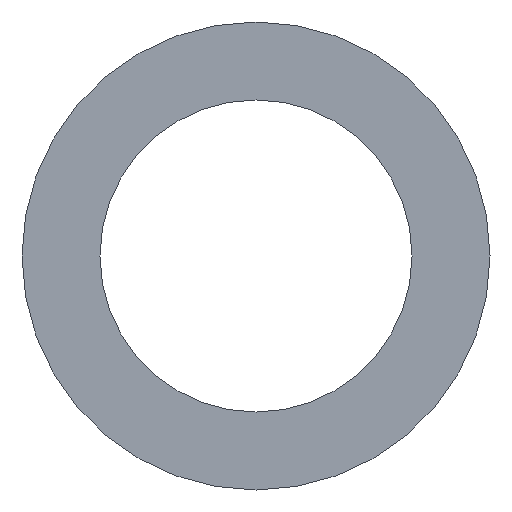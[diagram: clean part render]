
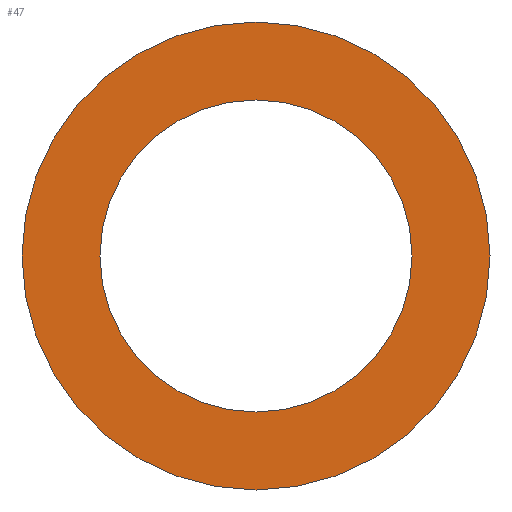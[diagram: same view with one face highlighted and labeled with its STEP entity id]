
A CAD part, front view. The second image highlights one B-rep face of the part: STEP entity #47.
In plain terms, the highlighted planar face has unit normal (0, -1, 0).
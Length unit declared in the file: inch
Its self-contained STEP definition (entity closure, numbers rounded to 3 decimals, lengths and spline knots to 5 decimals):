
#3 = VERTEX_POINT ( 'NONE', #186 ) ;
#11 = PLANE ( 'NONE',  #154 ) ;
#13 = VERTEX_POINT ( 'NONE', #222 ) ;
#22 = DIRECTION ( 'NONE',  ( 0., 1., 0. ) ) ;
#24 = DIRECTION ( 'NONE',  ( 0., 0., 1. ) ) ;
#26 = CARTESIAN_POINT ( 'NONE',  ( 0., 0., 0. ) ) ;
#47 = ADVANCED_FACE ( 'NONE', ( #202, #169 ), #11, .F. ) ;
#82 = ORIENTED_EDGE ( 'NONE', *, *, #179, .F. ) ;
#95 = AXIS2_PLACEMENT_3D ( 'NONE', #126, #123, #122 ) ;
#104 = VERTEX_POINT ( 'NONE', #205 ) ;
#105 = AXIS2_PLACEMENT_3D ( 'NONE', #149, #145, #141 ) ;
#113 = AXIS2_PLACEMENT_3D ( 'NONE', #159, #157, #153 ) ;
#114 = CIRCLE ( 'NONE', #95, 0.125 ) ;
#122 = DIRECTION ( 'NONE',  ( 0., 0., 1. ) ) ;
#123 = DIRECTION ( 'NONE',  ( 0., 1., 0. ) ) ;
#124 = CIRCLE ( 'NONE', #105, 0.1875 ) ;
#125 = CIRCLE ( 'NONE', #194, 0.1875 ) ;
#126 = CARTESIAN_POINT ( 'NONE',  ( 0., 0., 0. ) ) ;
#130 = VERTEX_POINT ( 'NONE', #217 ) ;
#141 = DIRECTION ( 'NONE',  ( 0., 0., 1. ) ) ;
#145 = DIRECTION ( 'NONE',  ( 0., 1., 0. ) ) ;
#146 = EDGE_LOOP ( 'NONE', ( #155, #82 ) ) ;
#149 = CARTESIAN_POINT ( 'NONE',  ( 0., 0., 0. ) ) ;
#153 = DIRECTION ( 'NONE',  ( 0., 0., 1. ) ) ;
#154 = AXIS2_PLACEMENT_3D ( 'NONE', #26, #22, #24 ) ;
#155 = ORIENTED_EDGE ( 'NONE', *, *, #163, .F. ) ;
#157 = DIRECTION ( 'NONE',  ( 0., 1., 0. ) ) ;
#158 = CIRCLE ( 'NONE', #113, 0.125 ) ;
#159 = CARTESIAN_POINT ( 'NONE',  ( 0., 0., 0. ) ) ;
#163 = EDGE_CURVE ( 'NONE', #130, #104, #125, .T. ) ;
#164 = DIRECTION ( 'NONE',  ( 0., 0., 1. ) ) ;
#166 = DIRECTION ( 'NONE',  ( 0., 1., 0. ) ) ;
#167 = CARTESIAN_POINT ( 'NONE',  ( 0., 0., 0. ) ) ;
#169 = FACE_BOUND ( 'NONE', #241, .T. ) ;
#173 = EDGE_CURVE ( 'NONE', #13, #3, #158, .T. ) ;
#179 = EDGE_CURVE ( 'NONE', #104, #130, #124, .T. ) ;
#181 = ORIENTED_EDGE ( 'NONE', *, *, #200, .T. ) ;
#186 = CARTESIAN_POINT ( 'NONE',  ( 0., 0., 0.125 ) ) ;
#194 = AXIS2_PLACEMENT_3D ( 'NONE', #167, #166, #164 ) ;
#200 = EDGE_CURVE ( 'NONE', #3, #13, #114, .T. ) ;
#202 = FACE_OUTER_BOUND ( 'NONE', #146, .T. ) ;
#205 = CARTESIAN_POINT ( 'NONE',  ( 0., 0., 0.1875 ) ) ;
#217 = CARTESIAN_POINT ( 'NONE',  ( 0., 0., -0.1875 ) ) ;
#222 = CARTESIAN_POINT ( 'NONE',  ( 0., 0., -0.125 ) ) ;
#241 = EDGE_LOOP ( 'NONE', ( #245, #181 ) ) ;
#245 = ORIENTED_EDGE ( 'NONE', *, *, #173, .T. ) ;
